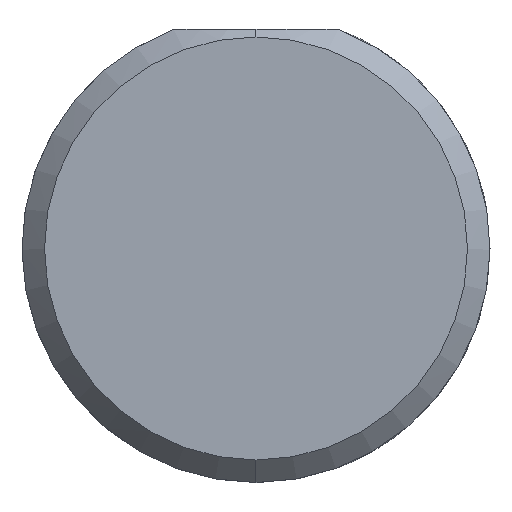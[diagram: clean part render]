
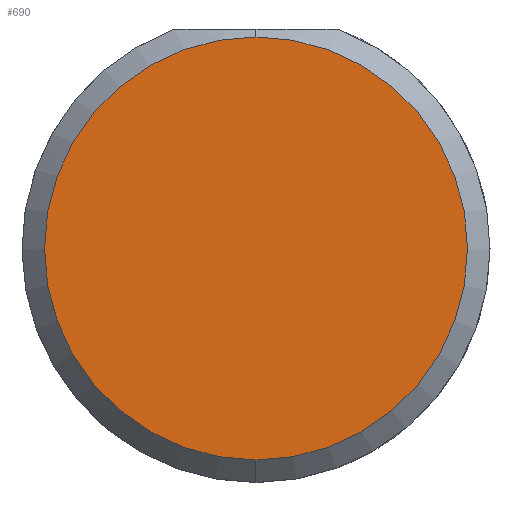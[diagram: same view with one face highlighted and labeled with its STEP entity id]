
A CAD part, left-side view. The second image highlights one B-rep face of the part: STEP entity #690.
In plain terms, the highlighted planar face has unit normal (-1, 0, 0).
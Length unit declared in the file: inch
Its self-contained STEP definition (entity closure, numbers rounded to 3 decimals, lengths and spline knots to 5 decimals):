
#36 = DIRECTION ( 'NONE',  ( 0., 0., -1. ) ) ;
#43 = FACE_OUTER_BOUND ( 'NONE', #238, .T. ) ;
#110 = CARTESIAN_POINT ( 'NONE',  ( 0., 0., 0. ) ) ;
#118 = DIRECTION ( 'NONE',  ( -1., 0., 0. ) ) ;
#129 = CARTESIAN_POINT ( 'NONE',  ( 0., 0., 0.1411 ) ) ;
#134 = AXIS2_PLACEMENT_3D ( 'NONE', #462, #1055, #36 ) ;
#238 = EDGE_LOOP ( 'NONE', ( #854, #309 ) ) ;
#255 = CARTESIAN_POINT ( 'NONE',  ( 0., 0., 0. ) ) ;
#309 = ORIENTED_EDGE ( 'NONE', *, *, #499, .T. ) ;
#381 = PLANE ( 'NONE',  #134 ) ;
#419 = CIRCLE ( 'NONE', #1030, 0.1411 ) ;
#462 = CARTESIAN_POINT ( 'NONE',  ( 0., 0., 0. ) ) ;
#499 = EDGE_CURVE ( 'NONE', #742, #828, #834, .T. ) ;
#599 = DIRECTION ( 'NONE',  ( -1., 0., 0. ) ) ;
#690 = ADVANCED_FACE ( 'NONE', ( #43 ), #381, .F. ) ;
#699 = EDGE_CURVE ( 'NONE', #828, #742, #419, .T. ) ;
#742 = VERTEX_POINT ( 'NONE', #129 ) ;
#791 = DIRECTION ( 'NONE',  ( 0., 0., 1. ) ) ;
#828 = VERTEX_POINT ( 'NONE', #967 ) ;
#834 = CIRCLE ( 'NONE', #942, 0.1411 ) ;
#854 = ORIENTED_EDGE ( 'NONE', *, *, #699, .T. ) ;
#935 = DIRECTION ( 'NONE',  ( 0., 0., 1. ) ) ;
#942 = AXIS2_PLACEMENT_3D ( 'NONE', #255, #599, #935 ) ;
#967 = CARTESIAN_POINT ( 'NONE',  ( 0., 0., -0.1411 ) ) ;
#1030 = AXIS2_PLACEMENT_3D ( 'NONE', #110, #118, #791 ) ;
#1055 = DIRECTION ( 'NONE',  ( 1., 0., 0. ) ) ;
